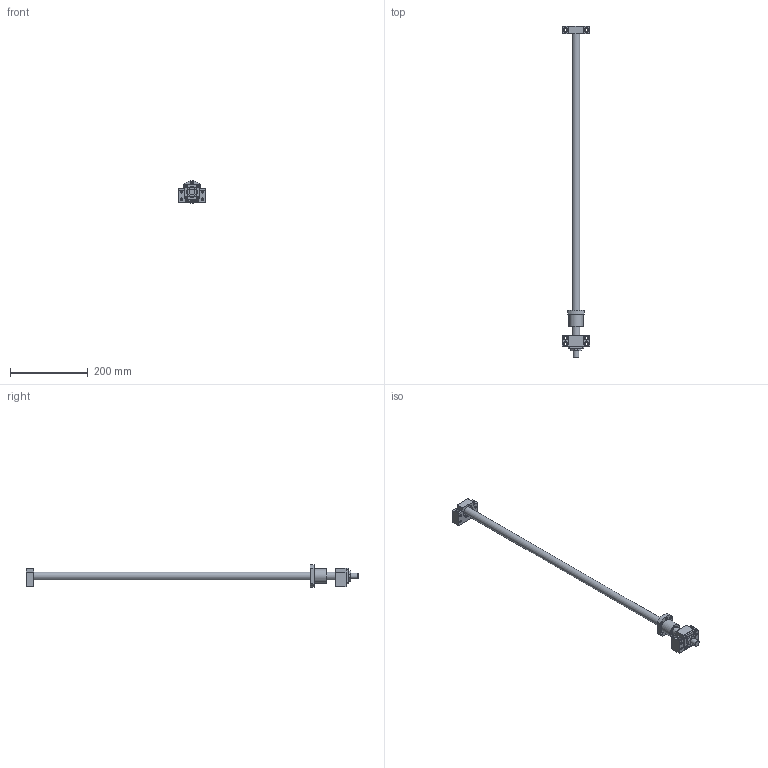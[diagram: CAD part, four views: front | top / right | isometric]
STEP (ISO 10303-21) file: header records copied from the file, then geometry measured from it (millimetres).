
FILE_DESCRIPTION(/* description */ (''),/* implementation_level */ '2;1');
FILE_NAME(/* name */ 'Kugelumlaufspindel 850 mm.step',/* time_stamp */ '2019-04-01T16:43:42+02:00',/* author */ (''),/* organization */ (''),/* preprocessor_version */ 'ST-DEVELOPER v17.2',/* originating_system */ 'Autodesk Translation Framework v7.6.0.251',/* authorisation */ '');
FILE_SCHEMA (('AUTOMOTIVE_DESIGN { 1 0 10303 214 3 1 1 }'));
Length unit declared in the file: millimetre
Products named in the file (1): Unbenannt
Bounding box: 70 x 851.8 x 58 mm (x, y, z)
Volume: 421575 mm3; surface area: 95612 mm2
Topology: 2 solids, 3 shells, 753 faces, 2016 edges, 1322 vertices
Faces by surface type: bspline 310, plane 247, cylinder 129, cone 36, torus 25, sphere 6
Full cylindrical faces by diameter (mm): 0.75 x2, 5.5 x20, 6.5 x6, 6.9 x4, 7 x6, 11 x6, 15 x3, 16.971 x1, 20 x2, 25.5 x2, 28 x3, 32 x2, 36 x1
Entity records: 27431 total; most frequent: CARTESIAN_POINT 10574, ORIENTED_EDGE 4024, DIRECTION 2499, EDGE_CURVE 2012, VERTEX_POINT 1322, LINE 957, VECTOR 957, EDGE_LOOP 882
